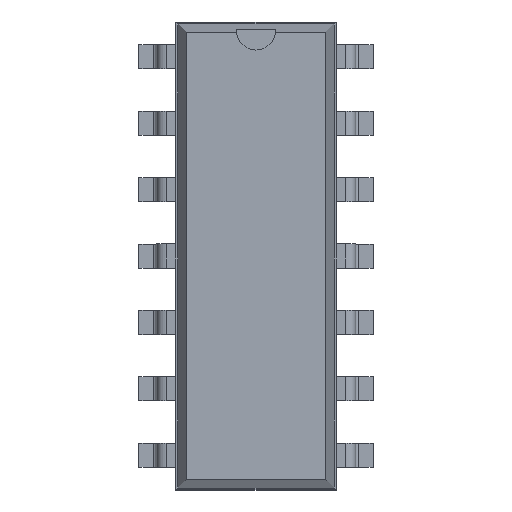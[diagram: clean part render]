
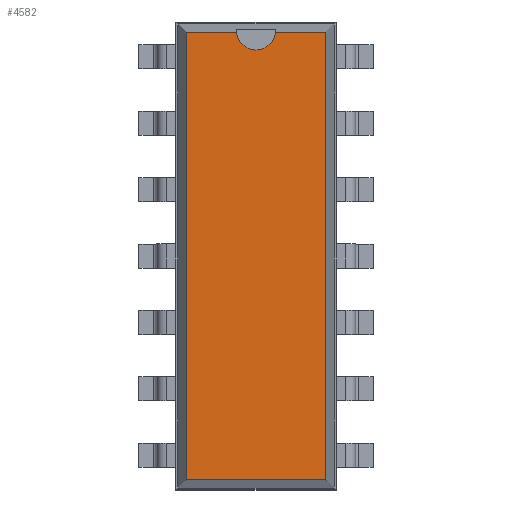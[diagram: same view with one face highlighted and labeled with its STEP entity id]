
A CAD part, top view. The second image highlights one B-rep face of the part: STEP entity #4582.
In plain terms, the highlighted planar face has unit normal (0, 0, 1).
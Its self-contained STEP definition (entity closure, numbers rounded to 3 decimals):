
#27=VECTOR('',#28,1.);
#28=DIRECTION('',(0.,1.,0.));
#34=VECTOR('',#35,1.);
#35=DIRECTION('',(-1.,0.,0.));
#41=VECTOR('',#42,1.);
#42=DIRECTION('',(0.,-1.,0.));
#46=VECTOR('',#47,1.);
#47=DIRECTION('',(1.,0.,0.));
#50=DIRECTION('',(0.,0.,-1.));
#952=DIRECTION('',(0.,0.,-1.));
#3095=VERTEX_POINT('',#3096);
#3096=CARTESIAN_POINT('',(2.661,8.551,3.68));
#3098=ORIENTED_EDGE('',*,*,#3099,.F.);
#3099=EDGE_CURVE('',#3100,#3095,#3102,.T.);
#3100=VERTEX_POINT('',#3101);
#3101=CARTESIAN_POINT('',(2.661,-8.551,3.68));
#3102=LINE('',#3101,#27);
#3808=VERTEX_POINT('',#3809);
#3809=CARTESIAN_POINT('',(-2.661,8.551,3.68));
#3811=ORIENTED_EDGE('',*,*,#3812,.F.);
#3812=EDGE_CURVE('',#3813,#3808,#3815,.T.);
#3813=VERTEX_POINT('',#3814);
#3814=CARTESIAN_POINT('',(-0.746,8.551,3.68));
#3815=LINE('',#3096,#34);
#3834=VERTEX_POINT('',#3835);
#3835=CARTESIAN_POINT('',(0.746,8.551,3.68));
#3841=ORIENTED_EDGE('',*,*,#3842,.F.);
#3842=EDGE_CURVE('',#3095,#3834,#3815,.T.);
#3871=VERTEX_POINT('',#3872);
#3872=CARTESIAN_POINT('',(-2.661,-8.551,3.68));
#3874=ORIENTED_EDGE('',*,*,#3875,.F.);
#3875=EDGE_CURVE('',#3808,#3871,#3876,.T.);
#3876=LINE('',#3809,#41);
#4577=ORIENTED_EDGE('',*,*,#4578,.F.);
#4578=EDGE_CURVE('',#3871,#3100,#4579,.T.);
#4579=LINE('',#3872,#46);
#4582=ADVANCED_FACE('',(#4583),#4594,.F.);
#4583=FACE_BOUND('',#4584,.F.);
#4584=EDGE_LOOP('',(#3098,#4577,#3874,#3811,#4585,#4592,#3841));
#4585=ORIENTED_EDGE('',*,*,#4586,.F.);
#4586=EDGE_CURVE('',#4587,#3813,#4589,.T.);
#4587=VERTEX_POINT('',#4588);
#4588=CARTESIAN_POINT('',(0.,7.876,3.68));
#4589=CIRCLE('',#4590,0.75);
#4590=AXIS2_PLACEMENT_3D('',#4591,#952,#42);
#4591=CARTESIAN_POINT('',(0.,8.626,3.68));
#4592=ORIENTED_EDGE('',*,*,#4593,.F.);
#4593=EDGE_CURVE('',#3834,#4587,#4589,.T.);
#4594=PLANE('',#4595);
#4595=AXIS2_PLACEMENT_3D('',#3101,#50,#4596);
#4596=DIRECTION('',(-0.297,0.955,0.));
